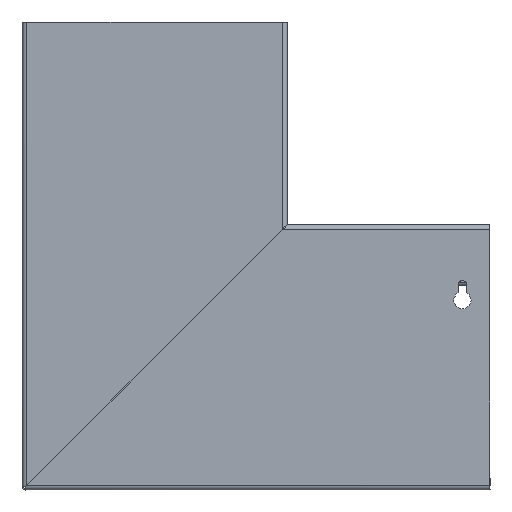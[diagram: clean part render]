
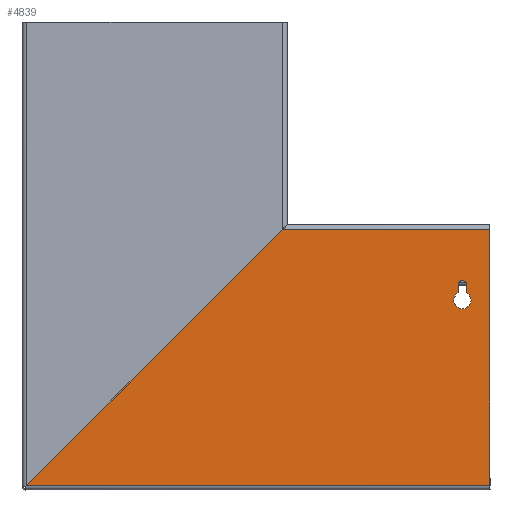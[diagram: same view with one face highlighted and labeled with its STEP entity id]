
A CAD part, left-side view. The second image highlights one B-rep face of the part: STEP entity #4839.
In plain terms, the highlighted planar face has unit normal (-1, 0, 0).
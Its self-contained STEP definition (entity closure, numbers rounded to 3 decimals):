
#56 = DIRECTION ( 'NONE',  ( 0., 0., -1. ) ) ;
#241 = DIRECTION ( 'NONE',  ( 0., -1., 0. ) ) ;
#280 = EDGE_LOOP ( 'NONE', ( #2062, #2099, #2089, #2108 ) ) ;
#311 = CARTESIAN_POINT ( 'NONE',  ( 0., -179.45, 130.55 ) ) ;
#322 = LINE ( 'NONE', #311, #362 ) ;
#362 = VECTOR ( 'NONE', #56, 1000. ) ;
#373 = EDGE_CURVE ( 'NONE', #3946, #3002, #1554, .T. ) ;
#400 = EDGE_CURVE ( 'NONE', #3437, #4146, #1441, .T. ) ;
#401 = CARTESIAN_POINT ( 'NONE',  ( 0., -187.7, 120.55 ) ) ;
#646 = EDGE_CURVE ( 'NONE', #3437, #6840, #1201, .T. ) ;
#1069 = EDGE_CURVE ( 'NONE', #2388, #9060, #5847, .T. ) ;
#1201 = LINE ( 'NONE', #3064, #1205 ) ;
#1205 = VECTOR ( 'NONE', #6005, 1000. ) ;
#1295 = AXIS2_PLACEMENT_3D ( 'NONE', #5531, #4311, #4346 ) ;
#1324 = DIRECTION ( 'NONE',  ( 0., -1., 0. ) ) ;
#1326 = VECTOR ( 'NONE', #5789, 1000. ) ;
#1392 = DIRECTION ( 'NONE',  ( -1., 0., 0. ) ) ;
#1404 = CARTESIAN_POINT ( 'NONE',  ( 0., -182.2, 120.55 ) ) ;
#1438 = VECTOR ( 'NONE', #241, 1000. ) ;
#1441 = LINE ( 'NONE', #4382, #1438 ) ;
#1450 = LINE ( 'NONE', #5788, #1326 ) ;
#1554 = CIRCLE ( 'NONE', #1703, 5.5 ) ;
#1585 = AXIS2_PLACEMENT_3D ( 'NONE', #1404, #1392, #1324 ) ;
#1703 = AXIS2_PLACEMENT_3D ( 'NONE', #3892, #5538, #6062 ) ;
#1976 = ORIENTED_EDGE ( 'NONE', *, *, #2652, .F. ) ;
#2000 = ORIENTED_EDGE ( 'NONE', *, *, #1069, .F. ) ;
#2013 = ORIENTED_EDGE ( 'NONE', *, *, #8087, .F. ) ;
#2041 = ORIENTED_EDGE ( 'NONE', *, *, #373, .F. ) ;
#2053 = ORIENTED_EDGE ( 'NONE', *, *, #2913, .F. ) ;
#2062 = ORIENTED_EDGE ( 'NONE', *, *, #3040, .F. ) ;
#2071 = ORIENTED_EDGE ( 'NONE', *, *, #4032, .F. ) ;
#2089 = ORIENTED_EDGE ( 'NONE', *, *, #400, .T. ) ;
#2099 = ORIENTED_EDGE ( 'NONE', *, *, #646, .F. ) ;
#2108 = ORIENTED_EDGE ( 'NONE', *, *, #8723, .F. ) ;
#2388 = VERTEX_POINT ( 'NONE', #401 ) ;
#2409 = VECTOR ( 'NONE', #8137, 1000. ) ;
#2652 = EDGE_CURVE ( 'NONE', #7463, #7651, #8508, .T. ) ;
#2774 = LINE ( 'NONE', #6009, #2409 ) ;
#2913 = EDGE_CURVE ( 'NONE', #3002, #2388, #7166, .T. ) ;
#2919 = CARTESIAN_POINT ( 'NONE',  ( 0., -179.45, 125.313 ) ) ;
#3002 = VERTEX_POINT ( 'NONE', #7319 ) ;
#3040 = EDGE_CURVE ( 'NONE', #6840, #3557, #5334, .T. ) ;
#3061 = DIRECTION ( 'NONE',  ( 0., -1., 0. ) ) ;
#3064 = CARTESIAN_POINT ( 'NONE',  ( 0., 165.5, -66.4 ) ) ;
#3198 = CARTESIAN_POINT ( 'NONE',  ( 0., -184.95, 125.313 ) ) ;
#3337 = AXIS2_PLACEMENT_3D ( 'NONE', #4031, #4044, #3061 ) ;
#3437 = VERTEX_POINT ( 'NONE', #8936 ) ;
#3557 = VERTEX_POINT ( 'NONE', #7017 ) ;
#3892 = CARTESIAN_POINT ( 'NONE',  ( 0., -182.2, 120.55 ) ) ;
#3946 = VERTEX_POINT ( 'NONE', #2919 ) ;
#4031 = CARTESIAN_POINT ( 'NONE',  ( 0., -182.2, 120.55 ) ) ;
#4032 = EDGE_CURVE ( 'NONE', #7651, #3946, #322, .T. ) ;
#4044 = DIRECTION ( 'NONE',  ( -1., 0., 0. ) ) ;
#4139 = PLANE ( 'NONE',  #8540 ) ;
#4146 = VERTEX_POINT ( 'NONE', #5974 ) ;
#4311 = DIRECTION ( 'NONE',  ( -1., 0., 0. ) ) ;
#4346 = DIRECTION ( 'NONE',  ( 0., -1., 0. ) ) ;
#4382 = CARTESIAN_POINT ( 'NONE',  ( 0., 397.95, 2.05 ) ) ;
#4399 = CARTESIAN_POINT ( 'NONE',  ( 0., 397.95, 166.05 ) ) ;
#4765 = FACE_OUTER_BOUND ( 'NONE', #280, .T. ) ;
#4839 = ADVANCED_FACE ( 'NONE', ( #5029, #4765 ), #4139, .T. ) ;
#5029 = FACE_BOUND ( 'NONE', #7731, .T. ) ;
#5224 = DIRECTION ( 'NONE',  ( 0., 1., 0. ) ) ;
#5226 = VECTOR ( 'NONE', #7021, 1000. ) ;
#5334 = LINE ( 'NONE', #7252, #5226 ) ;
#5531 = CARTESIAN_POINT ( 'NONE',  ( 0., -182.2, 130.55 ) ) ;
#5538 = DIRECTION ( 'NONE',  ( -1., 0., 0. ) ) ;
#5551 = CARTESIAN_POINT ( 'NONE',  ( 0., -179.45, 130.55 ) ) ;
#5788 = CARTESIAN_POINT ( 'NONE',  ( 0., -199.85, 166.05 ) ) ;
#5789 = DIRECTION ( 'NONE',  ( 0., 0., -1. ) ) ;
#5847 = CIRCLE ( 'NONE', #1585, 5.5 ) ;
#5974 = CARTESIAN_POINT ( 'NONE',  ( 0., -199.85, 2.05 ) ) ;
#6005 = DIRECTION ( 'NONE',  ( 0., -0.707, 0.707 ) ) ;
#6009 = CARTESIAN_POINT ( 'NONE',  ( 0., -184.95, 130.55 ) ) ;
#6062 = DIRECTION ( 'NONE',  ( 0., -1., 0. ) ) ;
#6097 = CARTESIAN_POINT ( 'NONE',  ( 0., -184.95, 130.55 ) ) ;
#6204 = DIRECTION ( 'NONE',  ( -1., 0., 0. ) ) ;
#6809 = CARTESIAN_POINT ( 'NONE',  ( 0., -66.951, 166.05 ) ) ;
#6840 = VERTEX_POINT ( 'NONE', #6809 ) ;
#7017 = CARTESIAN_POINT ( 'NONE',  ( 0., -199.85, 166.05 ) ) ;
#7021 = DIRECTION ( 'NONE',  ( 0., -1., 0. ) ) ;
#7166 = CIRCLE ( 'NONE', #3337, 5.5 ) ;
#7252 = CARTESIAN_POINT ( 'NONE',  ( 0., 397.95, 166.05 ) ) ;
#7319 = CARTESIAN_POINT ( 'NONE',  ( 0., -176.7, 120.55 ) ) ;
#7463 = VERTEX_POINT ( 'NONE', #6097 ) ;
#7651 = VERTEX_POINT ( 'NONE', #5551 ) ;
#7731 = EDGE_LOOP ( 'NONE', ( #1976, #2013, #2000, #2053, #2041, #2071 ) ) ;
#8087 = EDGE_CURVE ( 'NONE', #9060, #7463, #2774, .T. ) ;
#8137 = DIRECTION ( 'NONE',  ( 0., 0., 1. ) ) ;
#8508 = CIRCLE ( 'NONE', #1295, 2.75 ) ;
#8540 = AXIS2_PLACEMENT_3D ( 'NONE', #4399, #6204, #5224 ) ;
#8723 = EDGE_CURVE ( 'NONE', #3557, #4146, #1450, .T. ) ;
#8936 = CARTESIAN_POINT ( 'NONE',  ( 0., 97.049, 2.05 ) ) ;
#9060 = VERTEX_POINT ( 'NONE', #3198 ) ;
